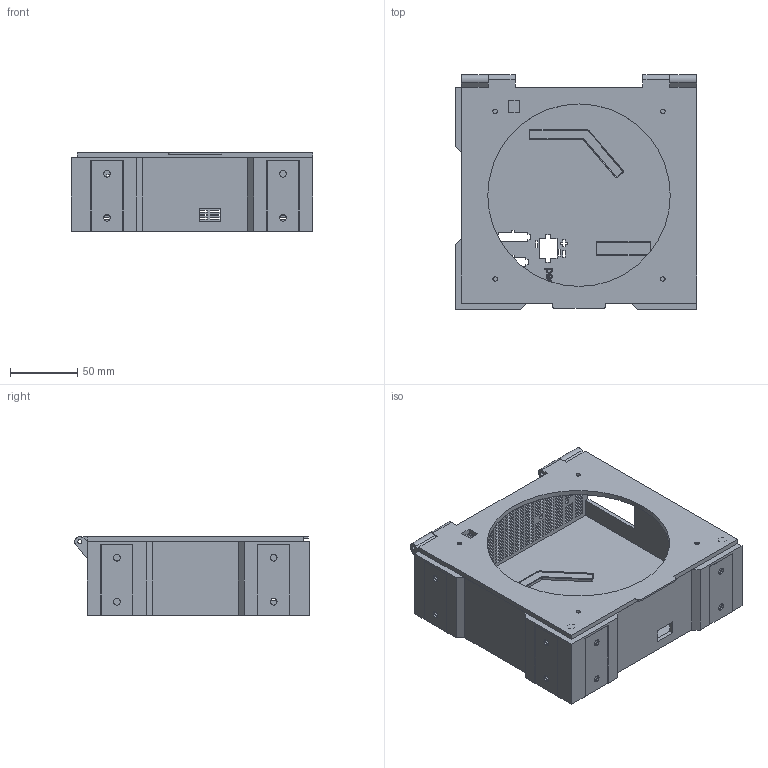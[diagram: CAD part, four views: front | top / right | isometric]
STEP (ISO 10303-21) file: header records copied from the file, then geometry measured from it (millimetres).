
FILE_DESCRIPTION(/* description */ (''),/* implementation_level */ '2;1');
FILE_NAME(/* name */ 'external_enclosure.step',/* time_stamp */ '2023-06-07T01:58:13-06:00',/* author */ (''),/* organization */ (''),/* preprocessor_version */ 'ST-DEVELOPER v19.2',/* originating_system */ 'Autodesk Translation Framework v12.4.0.73',/* authorisation */ '');
FILE_SCHEMA (('AUTOMOTIVE_DESIGN { 1 0 10303 214 3 1 1 }','MODEL_BASED_INTEGRATED_MANUFACTURING_SCHEMA'));
Length unit declared in the file: millimetre
Products named in the file (1): Enclosure
Bounding box: 179.73 x 174.75 x 58.51 mm (x, y, z)
Volume: 271232.2 mm3; surface area: 189538.1 mm2
Topology: 6 solids, 6 shells, 1426 faces, 4111 edges, 2733 vertices
Faces by surface type: plane 1273, bspline 88, cylinder 53, cone 8, torus 4
Full cylindrical faces by diameter (mm): 3 x2, 3.3 x8, 5 x8, 11.25 x16, 136 x1
Entity records: 48053 total; most frequent: CARTESIAN_POINT 10012, ORIENTED_EDGE 8222, DIRECTION 6732, EDGE_CURVE 4111, LINE 3812, VECTOR 3812, VERTEX_POINT 2733, EDGE_LOOP 1984
